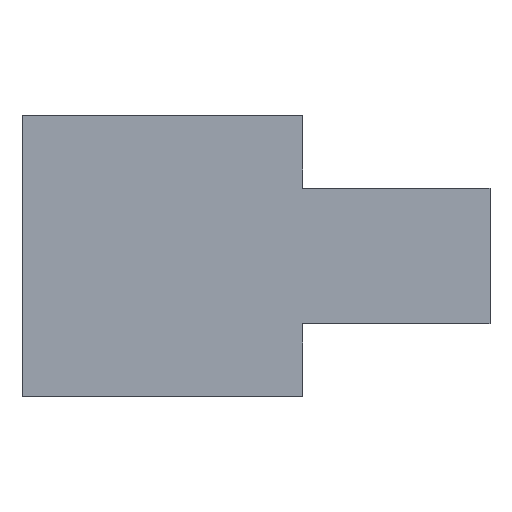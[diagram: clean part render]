
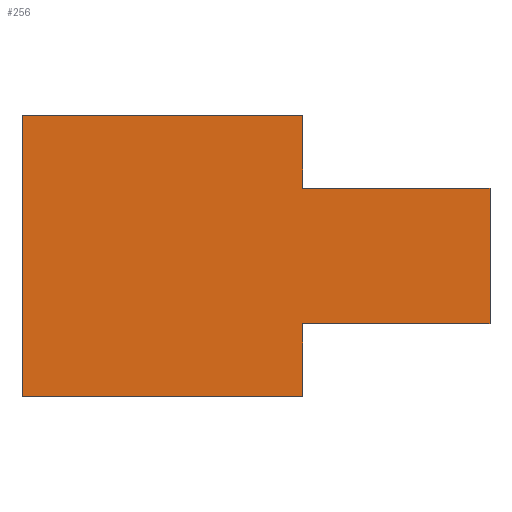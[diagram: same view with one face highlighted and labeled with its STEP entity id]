
A CAD part, front view. The second image highlights one B-rep face of the part: STEP entity #256.
In plain terms, the highlighted planar face has unit normal (0, -1, 0).
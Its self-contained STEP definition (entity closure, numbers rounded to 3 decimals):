
#2 = ORIENTED_EDGE ( 'NONE', *, *, #140, .T. ) ;
#7 = ORIENTED_EDGE ( 'NONE', *, *, #316, .F. ) ;
#13 = LINE ( 'NONE', #341, #258 ) ;
#25 = EDGE_CURVE ( 'NONE', #39, #64, #83, .T. ) ;
#26 = LINE ( 'NONE', #369, #314 ) ;
#30 = EDGE_CURVE ( 'NONE', #202, #322, #51, .T. ) ;
#39 = VERTEX_POINT ( 'NONE', #358 ) ;
#43 = FACE_OUTER_BOUND ( 'NONE', #180, .T. ) ;
#50 = EDGE_CURVE ( 'NONE', #39, #347, #367, .T. ) ;
#51 = LINE ( 'NONE', #130, #254 ) ;
#55 = CARTESIAN_POINT ( 'NONE',  ( -80., -22.5, -0.2 ) ) ;
#63 = EDGE_CURVE ( 'NONE', #347, #205, #13, .T. ) ;
#64 = VERTEX_POINT ( 'NONE', #138 ) ;
#69 = LINE ( 'NONE', #179, #82 ) ;
#73 = ORIENTED_EDGE ( 'NONE', *, *, #274, .F. ) ;
#79 = DIRECTION ( 'NONE',  ( 0., 0., 1. ) ) ;
#82 = VECTOR ( 'NONE', #145, 1000. ) ;
#83 = LINE ( 'NONE', #252, #344 ) ;
#110 = CARTESIAN_POINT ( 'NONE',  ( -80., -22.5, -1.75 ) ) ;
#117 = VECTOR ( 'NONE', #348, 1000. ) ;
#118 = VERTEX_POINT ( 'NONE', #225 ) ;
#130 = CARTESIAN_POINT ( 'NONE',  ( -80., -22.5, 4.25 ) ) ;
#132 = ORIENTED_EDGE ( 'NONE', *, *, #63, .T. ) ;
#136 = DIRECTION ( 'NONE',  ( 1., 0., 0. ) ) ;
#138 = CARTESIAN_POINT ( 'NONE',  ( -86., -22.5, 4.25 ) ) ;
#139 = CARTESIAN_POINT ( 'NONE',  ( -76., -22.5, 2.7 ) ) ;
#140 = EDGE_CURVE ( 'NONE', #118, #354, #26, .T. ) ;
#145 = DIRECTION ( 'NONE',  ( 1., 0., 0. ) ) ;
#150 = DIRECTION ( 'NONE',  ( 0., 1., 0. ) ) ;
#151 = ORIENTED_EDGE ( 'NONE', *, *, #50, .T. ) ;
#161 = DIRECTION ( 'NONE',  ( -1., 0., 0. ) ) ;
#168 = CARTESIAN_POINT ( 'NONE',  ( -80., -22.5, 4.25 ) ) ;
#172 = DIRECTION ( 'NONE',  ( -1., 0., 0. ) ) ;
#179 = CARTESIAN_POINT ( 'NONE',  ( -80., -22.5, 4.25 ) ) ;
#180 = EDGE_LOOP ( 'NONE', ( #7, #2, #73, #232, #297, #265, #151, #132 ) ) ;
#185 = LINE ( 'NONE', #55, #237 ) ;
#201 = CARTESIAN_POINT ( 'NONE',  ( -76., -22.5, 2.7 ) ) ;
#202 = VERTEX_POINT ( 'NONE', #234 ) ;
#205 = VERTEX_POINT ( 'NONE', #287 ) ;
#211 = CARTESIAN_POINT ( 'NONE',  ( 80., -22.5, 2.5 ) ) ;
#215 = CARTESIAN_POINT ( 'NONE',  ( -80., -22.5, -1.75 ) ) ;
#225 = CARTESIAN_POINT ( 'NONE',  ( -76., -22.5, -0.2 ) ) ;
#232 = ORIENTED_EDGE ( 'NONE', *, *, #30, .T. ) ;
#234 = CARTESIAN_POINT ( 'NONE',  ( -80., -22.5, 2.7 ) ) ;
#237 = VECTOR ( 'NONE', #161, 1000. ) ;
#239 = AXIS2_PLACEMENT_3D ( 'NONE', #211, #150, #172 ) ;
#243 = DIRECTION ( 'NONE',  ( 0., 0., 1. ) ) ;
#252 = CARTESIAN_POINT ( 'NONE',  ( -86., -22.5, 4.25 ) ) ;
#254 = VECTOR ( 'NONE', #243, 1000. ) ;
#256 = ADVANCED_FACE ( 'NONE', ( #43 ), #357, .F. ) ;
#258 = VECTOR ( 'NONE', #79, 1000. ) ;
#260 = LINE ( 'NONE', #201, #117 ) ;
#265 = ORIENTED_EDGE ( 'NONE', *, *, #25, .F. ) ;
#269 = EDGE_CURVE ( 'NONE', #64, #322, #69, .T. ) ;
#274 = EDGE_CURVE ( 'NONE', #202, #354, #260, .T. ) ;
#285 = DIRECTION ( 'NONE',  ( 0., 0., 1. ) ) ;
#287 = CARTESIAN_POINT ( 'NONE',  ( -80., -22.5, -0.2 ) ) ;
#291 = VECTOR ( 'NONE', #136, 1000. ) ;
#297 = ORIENTED_EDGE ( 'NONE', *, *, #269, .F. ) ;
#309 = DIRECTION ( 'NONE',  ( 0., 0., 1. ) ) ;
#314 = VECTOR ( 'NONE', #285, 1000. ) ;
#316 = EDGE_CURVE ( 'NONE', #118, #205, #185, .T. ) ;
#322 = VERTEX_POINT ( 'NONE', #168 ) ;
#341 = CARTESIAN_POINT ( 'NONE',  ( -80., -22.5, 4.25 ) ) ;
#344 = VECTOR ( 'NONE', #309, 1000. ) ;
#347 = VERTEX_POINT ( 'NONE', #215 ) ;
#348 = DIRECTION ( 'NONE',  ( 1., 0., 0. ) ) ;
#354 = VERTEX_POINT ( 'NONE', #139 ) ;
#357 = PLANE ( 'NONE',  #239 ) ;
#358 = CARTESIAN_POINT ( 'NONE',  ( -86., -22.5, -1.75 ) ) ;
#367 = LINE ( 'NONE', #110, #291 ) ;
#369 = CARTESIAN_POINT ( 'NONE',  ( -76., -22.5, 2.7 ) ) ;
